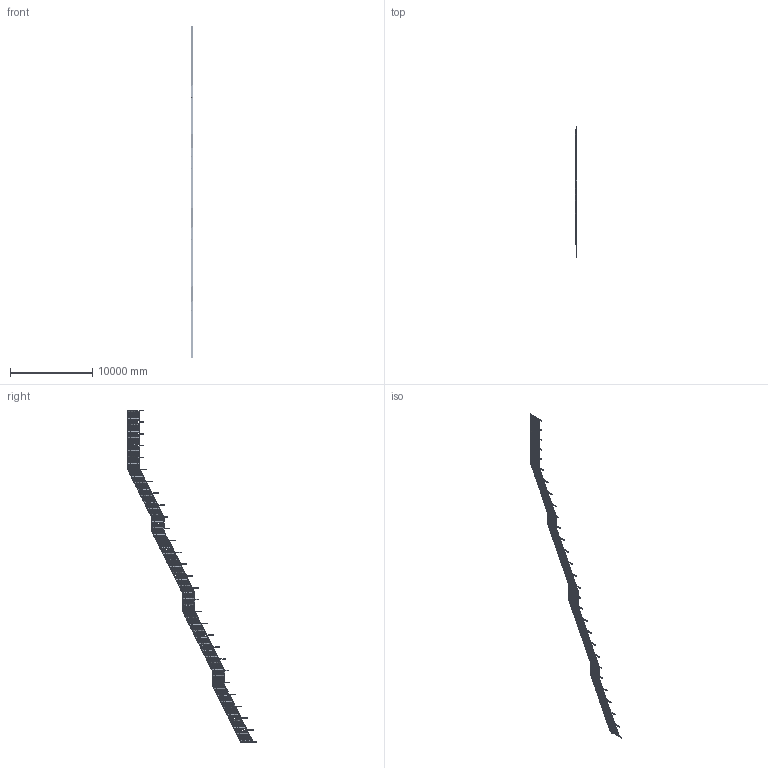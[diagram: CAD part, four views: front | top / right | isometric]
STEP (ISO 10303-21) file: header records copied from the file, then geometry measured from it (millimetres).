
FILE_DESCRIPTION(('FreeCAD Model'),'2;1');
FILE_NAME('Open CASCADE Shape Model','2025-05-01T18:45:19',('FreeCAD'),( 'FreeCAD'),'Open CASCADE STEP processor 7.6','FreeCAD','Unknown');
FILE_SCHEMA(('AUTOMOTIVE_DESIGN { 1 0 10303 214 1 1 1 1 }'));
Products named in the file (1): Open CASCADE STEP translator 7.6 1
Bounding box: 173.27 x 15784.83 x 40486.74 mm (x, y, z)
Volume: 169695364.9 mm3; surface area: 108109621.6 mm2
Topology: 441 solids, 441 shells, 3594 faces, 8136 edges, 5424 vertices
Faces by surface type: bspline 3594
Entity records: 102358 total; most frequent: CARTESIAN_POINT 52041, ORIENTED_EDGE 16272, EDGE_CURVE 8136, VERTEX_POINT 5424, B_SPLINE_CURVE_WITH_KNOTS 5192, FACE_BOUND 4340, EDGE_LOOP 4340, ADVANCED_FACE 3594
